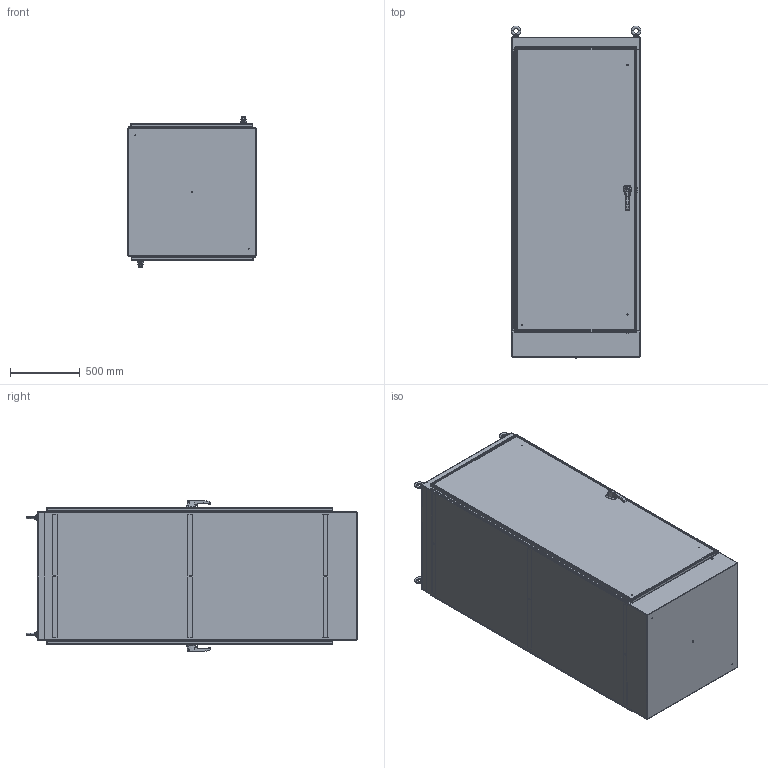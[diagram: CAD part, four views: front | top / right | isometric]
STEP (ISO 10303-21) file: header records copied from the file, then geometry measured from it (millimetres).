
FILE_DESCRIPTION (( 'STEP AP214' ), '1' );
FILE_NAME ('HN4FS903636DASS.STEP', '2019-09-03T19:12:23', ( '' ), ( '' ), 'SwSTEP 2.0', 'SolidWorks 2018', '' );
FILE_SCHEMA (( 'AUTOMOTIVE_DESIGN' ));
Length unit declared in the file: inch
Products named in the file (1): HN4FS903636DASS
Bounding box: 929.74 x 2374.63 x 1083.67 mm (x, y, z)
Volume: 30192034 mm3; surface area: 25057258.6 mm2
Topology: 91 solids, 93 shells, 3633 faces, 9719 edges, 6282 vertices
Faces by surface type: cylinder 1727, plane 1578, cone 156, bspline 140, torus 32
Entity records: 185338 total; most frequent: CARTESIAN_POINT 46901, ORIENTED_EDGE 19378, DIRECTION 19329, EDGE_CURVE 9689, AXIS2_PLACEMENT_3D 7028, VERTEX_POINT 6282, VECTOR 5273, LINE 5273
